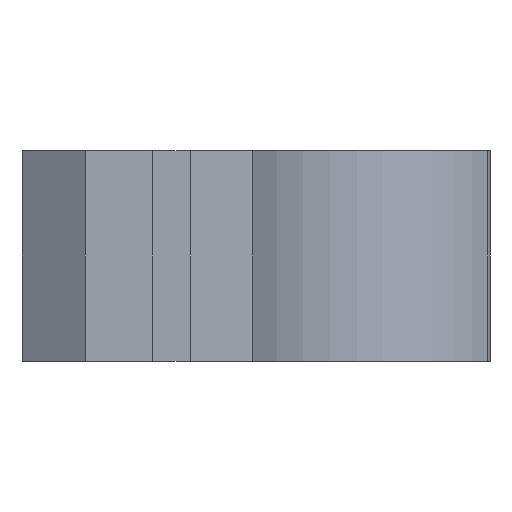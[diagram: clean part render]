
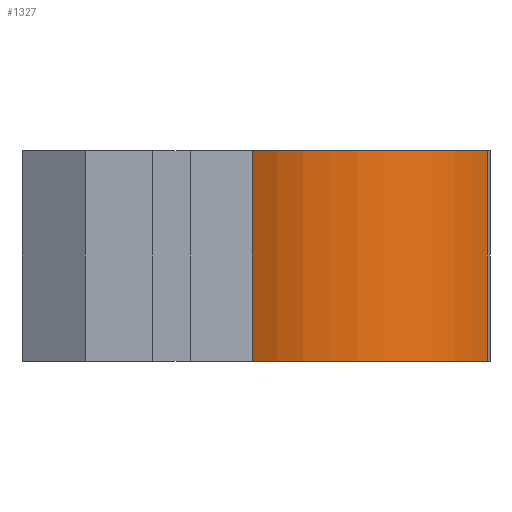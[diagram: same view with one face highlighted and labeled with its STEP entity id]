
A CAD part, left-side view. The second image highlights one B-rep face of the part: STEP entity #1327.
In plain terms, the highlighted cylindrical face has radius 8.15 mm (diameter 16.3 mm), a partial arc.
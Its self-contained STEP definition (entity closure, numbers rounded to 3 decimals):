
#45 = PLANE('',#46);
#46 = AXIS2_PLACEMENT_3D('',#47,#48,#49);
#47 = CARTESIAN_POINT('',(-7.064,4.064,0.));
#48 = DIRECTION('',(0.,0.,-1.));
#49 = DIRECTION('',(-1.,0.,0.));
#106 = PLANE('',#107);
#107 = AXIS2_PLACEMENT_3D('',#108,#109,#110);
#108 = CARTESIAN_POINT('',(-7.064,4.064,10.));
#109 = DIRECTION('',(0.,0.,-1.));
#110 = DIRECTION('',(-1.,0.,0.));
#239 = VERTEX_POINT('',#240);
#240 = CARTESIAN_POINT('',(-3.978,-7.113,0.));
#259 = CYLINDRICAL_SURFACE('',#260,1.);
#260 = AXIS2_PLACEMENT_3D('',#261,#262,#263);
#261 = CARTESIAN_POINT('',(-3.49,-6.24,10.));
#262 = DIRECTION('',(-0.,-0.,-1.));
#263 = DIRECTION('',(-0.488,-0.873,0.));
#271 = EDGE_CURVE('',#272,#239,#274,.T.);
#272 = VERTEX_POINT('',#273);
#273 = CARTESIAN_POINT('',(-7.064,4.064,0.));
#274 = SURFACE_CURVE('',#275,(#280,#291),.PCURVE_S1.);
#275 = CIRCLE('',#276,8.15);
#276 = AXIS2_PLACEMENT_3D('',#277,#278,#279);
#277 = CARTESIAN_POINT('',(0.,0.,0.));
#278 = DIRECTION('',(0.,0.,1.));
#279 = DIRECTION('',(1.,0.,0.));
#280 = PCURVE('',#45,#281);
#281 = DEFINITIONAL_REPRESENTATION('',(#282),#290);
#282 = ( BOUNDED_CURVE() B_SPLINE_CURVE(2,(#283,#284,#285,#286,#287,#288
,#289),.UNSPECIFIED.,.T.,.F.) B_SPLINE_CURVE_WITH_KNOTS((1,2,2,2,2,1),(
    -2.094,0.,2.094,4.189,6.283,
8.378),.UNSPECIFIED.) CURVE() GEOMETRIC_REPRESENTATION_ITEM() 
RATIONAL_B_SPLINE_CURVE((1.,0.5,1.,0.5,1.,0.5,1.)) REPRESENTATION_ITEM(
  '') );
#283 = CARTESIAN_POINT('',(-15.214,-4.064));
#284 = CARTESIAN_POINT('',(-15.214,10.052));
#285 = CARTESIAN_POINT('',(-2.989,2.994));
#286 = CARTESIAN_POINT('',(9.236,-4.064));
#287 = CARTESIAN_POINT('',(-2.989,-11.122));
#288 = CARTESIAN_POINT('',(-15.214,-18.18));
#289 = CARTESIAN_POINT('',(-15.214,-4.064));
#290 = ( GEOMETRIC_REPRESENTATION_CONTEXT(2) 
PARAMETRIC_REPRESENTATION_CONTEXT() REPRESENTATION_CONTEXT('2D SPACE',''
  ) );
#291 = PCURVE('',#292,#297);
#292 = CYLINDRICAL_SURFACE('',#293,8.15);
#293 = AXIS2_PLACEMENT_3D('',#294,#295,#296);
#294 = CARTESIAN_POINT('',(0.,0.,0.));
#295 = DIRECTION('',(-0.,-0.,-1.));
#296 = DIRECTION('',(1.,0.,0.));
#297 = DEFINITIONAL_REPRESENTATION('',(#298),#302);
#298 = LINE('',#299,#300);
#299 = CARTESIAN_POINT('',(-0.,0.));
#300 = VECTOR('',#301,1.);
#301 = DIRECTION('',(-1.,0.));
#302 = ( GEOMETRIC_REPRESENTATION_CONTEXT(2) 
PARAMETRIC_REPRESENTATION_CONTEXT() REPRESENTATION_CONTEXT('2D SPACE',''
  ) );
#320 = PLANE('',#321);
#321 = AXIS2_PLACEMENT_3D('',#322,#323,#324);
#322 = CARTESIAN_POINT('',(-7.064,4.064,0.));
#323 = DIRECTION('',(-0.707,-0.707,0.));
#324 = DIRECTION('',(-0.707,0.707,0.));
#786 = EDGE_CURVE('',#787,#789,#791,.T.);
#787 = VERTEX_POINT('',#788);
#788 = CARTESIAN_POINT('',(-7.064,4.064,10.));
#789 = VERTEX_POINT('',#790);
#790 = CARTESIAN_POINT('',(-3.978,-7.113,10.));
#791 = SURFACE_CURVE('',#792,(#797,#808),.PCURVE_S1.);
#792 = CIRCLE('',#793,8.15);
#793 = AXIS2_PLACEMENT_3D('',#794,#795,#796);
#794 = CARTESIAN_POINT('',(0.,0.,10.));
#795 = DIRECTION('',(0.,0.,1.));
#796 = DIRECTION('',(1.,0.,0.));
#797 = PCURVE('',#106,#798);
#798 = DEFINITIONAL_REPRESENTATION('',(#799),#807);
#799 = ( BOUNDED_CURVE() B_SPLINE_CURVE(2,(#800,#801,#802,#803,#804,#805
,#806),.UNSPECIFIED.,.T.,.F.) B_SPLINE_CURVE_WITH_KNOTS((1,2,2,2,2,1),(
    -2.094,0.,2.094,4.189,6.283,
8.378),.UNSPECIFIED.) CURVE() GEOMETRIC_REPRESENTATION_ITEM() 
RATIONAL_B_SPLINE_CURVE((1.,0.5,1.,0.5,1.,0.5,1.)) REPRESENTATION_ITEM(
  '') );
#800 = CARTESIAN_POINT('',(-15.214,-4.064));
#801 = CARTESIAN_POINT('',(-15.214,10.052));
#802 = CARTESIAN_POINT('',(-2.989,2.994));
#803 = CARTESIAN_POINT('',(9.236,-4.064));
#804 = CARTESIAN_POINT('',(-2.989,-11.122));
#805 = CARTESIAN_POINT('',(-15.214,-18.18));
#806 = CARTESIAN_POINT('',(-15.214,-4.064));
#807 = ( GEOMETRIC_REPRESENTATION_CONTEXT(2) 
PARAMETRIC_REPRESENTATION_CONTEXT() REPRESENTATION_CONTEXT('2D SPACE',''
  ) );
#808 = PCURVE('',#292,#809);
#809 = DEFINITIONAL_REPRESENTATION('',(#810),#814);
#810 = LINE('',#811,#812);
#811 = CARTESIAN_POINT('',(-0.,-10.));
#812 = VECTOR('',#813,1.);
#813 = DIRECTION('',(-1.,0.));
#814 = ( GEOMETRIC_REPRESENTATION_CONTEXT(2) 
PARAMETRIC_REPRESENTATION_CONTEXT() REPRESENTATION_CONTEXT('2D SPACE',''
  ) );
#1280 = EDGE_CURVE('',#789,#239,#1281,.T.);
#1281 = SURFACE_CURVE('',#1282,(#1286,#1293),.PCURVE_S1.);
#1282 = LINE('',#1283,#1284);
#1283 = CARTESIAN_POINT('',(-3.978,-7.113,10.));
#1284 = VECTOR('',#1285,1.);
#1285 = DIRECTION('',(-0.,-0.,-1.));
#1286 = PCURVE('',#259,#1287);
#1287 = DEFINITIONAL_REPRESENTATION('',(#1288),#1292);
#1288 = LINE('',#1289,#1290);
#1289 = CARTESIAN_POINT('',(-0.,0.));
#1290 = VECTOR('',#1291,1.);
#1291 = DIRECTION('',(-0.,1.));
#1292 = ( GEOMETRIC_REPRESENTATION_CONTEXT(2) 
PARAMETRIC_REPRESENTATION_CONTEXT() REPRESENTATION_CONTEXT('2D SPACE',''
  ) );
#1293 = PCURVE('',#292,#1294);
#1294 = DEFINITIONAL_REPRESENTATION('',(#1295),#1299);
#1295 = LINE('',#1296,#1297);
#1296 = CARTESIAN_POINT('',(-4.202,-10.));
#1297 = VECTOR('',#1298,1.);
#1298 = DIRECTION('',(-0.,1.));
#1299 = ( GEOMETRIC_REPRESENTATION_CONTEXT(2) 
PARAMETRIC_REPRESENTATION_CONTEXT() REPRESENTATION_CONTEXT('2D SPACE',''
  ) );
#1327 = ADVANCED_FACE('',(#1328),#292,.T.);
#1328 = FACE_BOUND('',#1329,.F.);
#1329 = EDGE_LOOP('',(#1330,#1331,#1332,#1333));
#1330 = ORIENTED_EDGE('',*,*,#786,.T.);
#1331 = ORIENTED_EDGE('',*,*,#1280,.T.);
#1332 = ORIENTED_EDGE('',*,*,#271,.F.);
#1333 = ORIENTED_EDGE('',*,*,#1334,.T.);
#1334 = EDGE_CURVE('',#272,#787,#1335,.T.);
#1335 = SURFACE_CURVE('',#1336,(#1340,#1347),.PCURVE_S1.);
#1336 = LINE('',#1337,#1338);
#1337 = CARTESIAN_POINT('',(-7.064,4.064,0.));
#1338 = VECTOR('',#1339,1.);
#1339 = DIRECTION('',(0.,0.,1.));
#1340 = PCURVE('',#292,#1341);
#1341 = DEFINITIONAL_REPRESENTATION('',(#1342),#1346);
#1342 = LINE('',#1343,#1344);
#1343 = CARTESIAN_POINT('',(-2.62,0.));
#1344 = VECTOR('',#1345,1.);
#1345 = DIRECTION('',(-0.,-1.));
#1346 = ( GEOMETRIC_REPRESENTATION_CONTEXT(2) 
PARAMETRIC_REPRESENTATION_CONTEXT() REPRESENTATION_CONTEXT('2D SPACE',''
  ) );
#1347 = PCURVE('',#320,#1348);
#1348 = DEFINITIONAL_REPRESENTATION('',(#1349),#1353);
#1349 = LINE('',#1350,#1351);
#1350 = CARTESIAN_POINT('',(0.,0.));
#1351 = VECTOR('',#1352,1.);
#1352 = DIRECTION('',(0.,-1.));
#1353 = ( GEOMETRIC_REPRESENTATION_CONTEXT(2) 
PARAMETRIC_REPRESENTATION_CONTEXT() REPRESENTATION_CONTEXT('2D SPACE',''
  ) );
